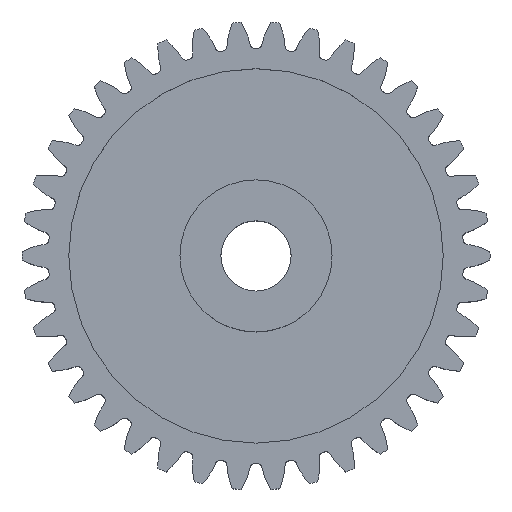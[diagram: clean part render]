
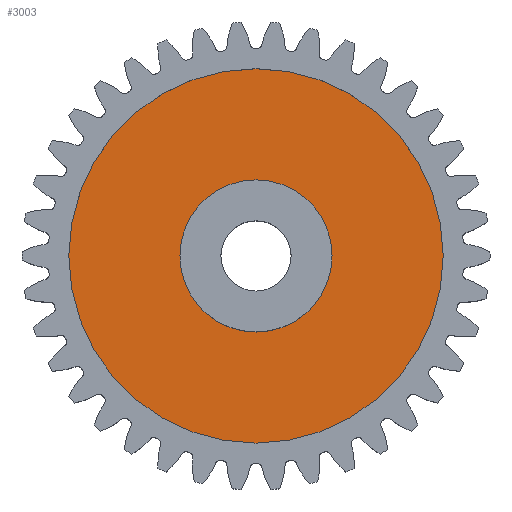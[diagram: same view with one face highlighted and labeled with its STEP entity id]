
A CAD part, top view. The second image highlights one B-rep face of the part: STEP entity #3003.
In plain terms, the highlighted planar face has unit normal (0, 0, 1).
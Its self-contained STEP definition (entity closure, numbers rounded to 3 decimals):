
#3001 = EDGE_LOOP ( 'NONE', ( #3057, #3049 ) ) ;
#3002 = ORIENTED_EDGE ( 'NONE', *, *, #3372, .T. ) ;
#3003 = ADVANCED_FACE ( 'NONE', ( #8550, #8490 ), #8505, .F. ) ;
#3005 = EDGE_CURVE ( 'NONE', #3168, #3170, #8486, .T. ) ;
#3013 = EDGE_LOOP ( 'NONE', ( #3002, #3051 ) ) ;
#3049 = ORIENTED_EDGE ( 'NONE', *, *, #3191, .F. ) ;
#3051 = ORIENTED_EDGE ( 'NONE', *, *, #3061, .T. ) ;
#3057 = ORIENTED_EDGE ( 'NONE', *, *, #3005, .F. ) ;
#3061 = EDGE_CURVE ( 'NONE', #3367, #3371, #8562, .T. ) ;
#3168 = VERTEX_POINT ( 'NONE', #8726 ) ;
#3170 = VERTEX_POINT ( 'NONE', #8677 ) ;
#3191 = EDGE_CURVE ( 'NONE', #3170, #3168, #8699, .T. ) ;
#3367 = VERTEX_POINT ( 'NONE', #9033 ) ;
#3371 = VERTEX_POINT ( 'NONE', #8968 ) ;
#3372 = EDGE_CURVE ( 'NONE', #3371, #3367, #8969, .T. ) ;
#8468 = DIRECTION ( 'NONE',  ( -1., 0., 0. ) ) ;
#8469 = AXIS2_PLACEMENT_3D ( 'NONE', #8561, #8508, #8468 ) ;
#8485 = AXIS2_PLACEMENT_3D ( 'NONE', #8504, #8503, #8502 ) ;
#8486 = CIRCLE ( 'NONE', #8498, 32. ) ;
#8490 = FACE_OUTER_BOUND ( 'NONE', #3001, .T. ) ;
#8495 = DIRECTION ( 'NONE',  ( -1., 0., 0. ) ) ;
#8496 = DIRECTION ( 'NONE',  ( 0., 0., -1. ) ) ;
#8497 = CARTESIAN_POINT ( 'NONE',  ( 0., 0., 10.5 ) ) ;
#8498 = AXIS2_PLACEMENT_3D ( 'NONE', #8497, #8496, #8495 ) ;
#8502 = DIRECTION ( 'NONE',  ( -1., 0., 0. ) ) ;
#8503 = DIRECTION ( 'NONE',  ( 0., 0., -1. ) ) ;
#8504 = CARTESIAN_POINT ( 'NONE',  ( 0., 0., 10.5 ) ) ;
#8505 = PLANE ( 'NONE',  #8485 ) ;
#8508 = DIRECTION ( 'NONE',  ( 0., 0., -1. ) ) ;
#8550 = FACE_BOUND ( 'NONE', #3013, .T. ) ;
#8561 = CARTESIAN_POINT ( 'NONE',  ( 0., 0., 10.5 ) ) ;
#8562 = CIRCLE ( 'NONE', #8469, 13. ) ;
#8677 = CARTESIAN_POINT ( 'NONE',  ( 32., 0., 10.5 ) ) ;
#8695 = DIRECTION ( 'NONE',  ( -1., 0., 0. ) ) ;
#8696 = DIRECTION ( 'NONE',  ( 0., 0., -1. ) ) ;
#8697 = CARTESIAN_POINT ( 'NONE',  ( 0., 0., 10.5 ) ) ;
#8698 = AXIS2_PLACEMENT_3D ( 'NONE', #8697, #8696, #8695 ) ;
#8699 = CIRCLE ( 'NONE', #8698, 32. ) ;
#8726 = CARTESIAN_POINT ( 'NONE',  ( -32., 0., 10.5 ) ) ;
#8967 = AXIS2_PLACEMENT_3D ( 'NONE', #9028, #9063, #9062 ) ;
#8968 = CARTESIAN_POINT ( 'NONE',  ( -13., 0., 10.5 ) ) ;
#8969 = CIRCLE ( 'NONE', #8967, 13. ) ;
#9028 = CARTESIAN_POINT ( 'NONE',  ( 0., 0., 10.5 ) ) ;
#9033 = CARTESIAN_POINT ( 'NONE',  ( 13., 0., 10.5 ) ) ;
#9062 = DIRECTION ( 'NONE',  ( -1., 0., 0. ) ) ;
#9063 = DIRECTION ( 'NONE',  ( 0., 0., -1. ) ) ;
